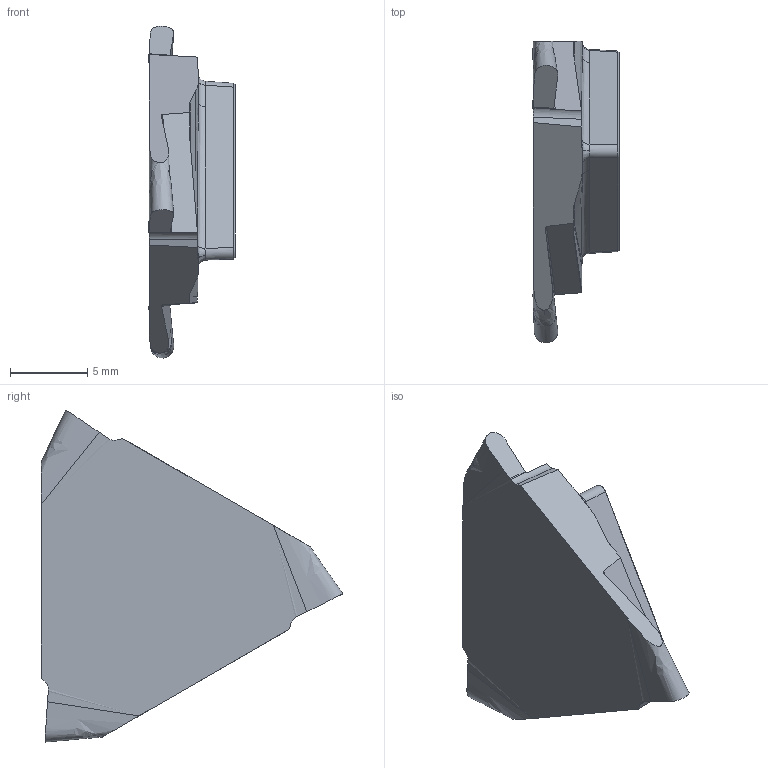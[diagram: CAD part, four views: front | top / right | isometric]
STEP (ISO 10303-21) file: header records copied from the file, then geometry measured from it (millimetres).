
FILE_DESCRIPTION(/* description */ (''),/* implementation_level */ '2;1');
FILE_NAME(/* name */ 'aaa319694_a.stp',/* time_stamp */ '2018-07-04T09:59:54+02:00',/* author */ (''),/* organization */ ('SMS'),/* preprocessor_version */ 'ST-DEVELOPER v15',/* originating_system */ 'SIEMENS PLM Software NX 8.5',/* authorisation */ '');
FILE_SCHEMA (('AUTOMOTIVE_DESIGN { 1 0 10303 214 3 1 1 1 }'));
Length unit declared in the file: millimetre
Products named in the file (1): AAA319694_A
Bounding box: 5.56 x 19.47 x 21.44 mm (x, y, z)
Volume: 829.4 mm3; surface area: 736.4 mm2
Topology: 1 solids, 1 shells, 95 faces, 244 edges, 154 vertices
Faces by surface type: plane 38, bspline 24, cylinder 18, torus 6, sphere 6, cone 3
Entity records: 3767 total; most frequent: CARTESIAN_POINT 1624, ORIENTED_EDGE 486, DIRECTION 373, EDGE_CURVE 243, VERTEX_POINT 150, AXIS2_PLACEMENT_3D 143, ADVANCED_FACE 95, FACE_OUTER_BOUND 95
